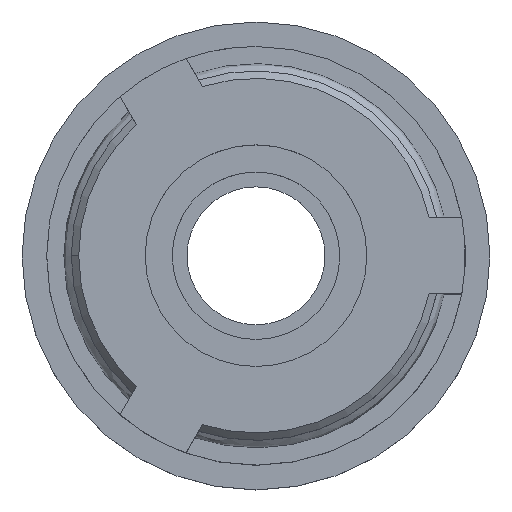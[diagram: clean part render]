
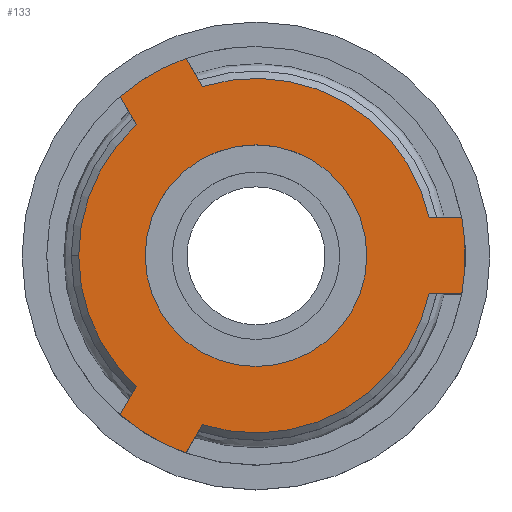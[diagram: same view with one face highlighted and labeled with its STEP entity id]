
A CAD part, top view. The second image highlights one B-rep face of the part: STEP entity #133.
In plain terms, the highlighted planar face has unit normal (0, 0, 1).
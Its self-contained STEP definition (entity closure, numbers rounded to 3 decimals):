
#41=FACE_BOUND('',#214,.T.);
#42=FACE_BOUND('',#215,.T.);
#133=ADVANCED_FACE('',(#41,#42),#164,.T.);
#164=PLANE('',#762);
#214=EDGE_LOOP('',(#382));
#215=EDGE_LOOP('',(#383,#384,#385,#386,#387,#388,#389,#390,#391,#392,#393,
#394,#395));
#262=CIRCLE('',#740,7.2);
#269=CIRCLE('',#753,7.2);
#270=CIRCLE('',#756,4.5);
#271=CIRCLE('',#757,7.2);
#272=CIRCLE('',#758,7.2);
#273=CIRCLE('',#759,8.5);
#274=CIRCLE('',#760,8.5);
#275=CIRCLE('',#761,8.5);
#382=ORIENTED_EDGE('',*,*,#608,.T.);
#383=ORIENTED_EDGE('',*,*,#609,.T.);
#384=ORIENTED_EDGE('',*,*,#610,.T.);
#385=ORIENTED_EDGE('',*,*,#611,.T.);
#386=ORIENTED_EDGE('',*,*,#612,.F.);
#387=ORIENTED_EDGE('',*,*,#606,.T.);
#388=ORIENTED_EDGE('',*,*,#604,.T.);
#389=ORIENTED_EDGE('',*,*,#603,.T.);
#390=ORIENTED_EDGE('',*,*,#613,.F.);
#391=ORIENTED_EDGE('',*,*,#583,.T.);
#392=ORIENTED_EDGE('',*,*,#581,.T.);
#393=ORIENTED_EDGE('',*,*,#580,.T.);
#394=ORIENTED_EDGE('',*,*,#614,.F.);
#395=ORIENTED_EDGE('',*,*,#615,.T.);
#504=VERTEX_POINT('',#1123);
#505=VERTEX_POINT('',#1125);
#506=VERTEX_POINT('',#1129);
#507=VERTEX_POINT('',#1136);
#520=VERTEX_POINT('',#1256);
#521=VERTEX_POINT('',#1258);
#522=VERTEX_POINT('',#1262);
#523=VERTEX_POINT('',#1269);
#524=VERTEX_POINT('',#1273);
#525=VERTEX_POINT('',#1275);
#526=VERTEX_POINT('',#1276);
#527=VERTEX_POINT('',#1278);
#528=VERTEX_POINT('',#1280);
#529=VERTEX_POINT('',#1284);
#580=EDGE_CURVE('',#504,#505,#663,.T.);
#581=EDGE_CURVE('',#506,#504,#262,.T.);
#583=EDGE_CURVE('',#507,#506,#664,.T.);
#603=EDGE_CURVE('',#520,#521,#673,.T.);
#604=EDGE_CURVE('',#522,#520,#269,.T.);
#606=EDGE_CURVE('',#523,#522,#674,.T.);
#608=EDGE_CURVE('',#524,#524,#270,.T.);
#609=EDGE_CURVE('',#525,#526,#271,.T.);
#610=EDGE_CURVE('',#526,#527,#272,.T.);
#611=EDGE_CURVE('',#527,#528,#676,.T.);
#612=EDGE_CURVE('',#523,#528,#273,.T.);
#613=EDGE_CURVE('',#507,#521,#274,.T.);
#614=EDGE_CURVE('',#529,#505,#275,.T.);
#615=EDGE_CURVE('',#529,#525,#677,.T.);
#663=LINE('',#1126,#694);
#664=LINE('',#1135,#695);
#673=LINE('',#1259,#704);
#674=LINE('',#1268,#705);
#676=LINE('',#1279,#707);
#677=LINE('',#1285,#708);
#694=VECTOR('',#838,1.);
#695=VECTOR('',#845,1.);
#704=VECTOR('',#874,1.);
#705=VECTOR('',#881,1.);
#707=VECTOR('',#891,1.);
#708=VECTOR('',#898,1.);
#740=AXIS2_PLACEMENT_3D('',#1128,#841,#842);
#753=AXIS2_PLACEMENT_3D('',#1261,#877,#878);
#756=AXIS2_PLACEMENT_3D('',#1272,#885,#886);
#757=AXIS2_PLACEMENT_3D('',#1274,#887,#888);
#758=AXIS2_PLACEMENT_3D('',#1277,#889,#890);
#759=AXIS2_PLACEMENT_3D('',#1281,#892,#893);
#760=AXIS2_PLACEMENT_3D('',#1282,#894,#895);
#761=AXIS2_PLACEMENT_3D('',#1283,#896,#897);
#762=AXIS2_PLACEMENT_3D('',#1286,#899,#900);
#838=DIRECTION('',(-0.5,0.866,0.));
#841=DIRECTION('',(0.,0.,1.));
#842=DIRECTION('',(0.977,0.215,0.));
#845=DIRECTION('',(-1.,0.,0.));
#874=DIRECTION('',(1.,0.,0.));
#877=DIRECTION('',(0.,0.,1.));
#878=DIRECTION('',(-0.302,-0.953,0.));
#881=DIRECTION('',(0.5,0.866,0.));
#885=DIRECTION('',(0.,0.,-1.));
#886=DIRECTION('',(0.,-1.,0.));
#887=DIRECTION('',(0.,0.,1.));
#888=DIRECTION('',(-0.675,0.738,0.));
#889=DIRECTION('',(0.,0.,1.));
#890=DIRECTION('',(-1.,0.,0.));
#891=DIRECTION('',(-0.5,-0.866,0.));
#892=DIRECTION('',(0.,0.,-1.));
#893=DIRECTION('',(-0.334,-0.943,0.));
#894=DIRECTION('',(0.,0.,-1.));
#895=DIRECTION('',(0.983,0.182,0.));
#896=DIRECTION('',(0.,0.,-1.));
#897=DIRECTION('',(-0.65,0.76,0.));
#898=DIRECTION('',(0.5,-0.866,0.));
#899=DIRECTION('',(0.,0.,1.));
#900=DIRECTION('',(0.,-1.,0.));
#1123=CARTESIAN_POINT('',(45.439,38.621,7.343));
#1125=CARTESIAN_POINT('',(44.776,39.77,7.343));
#1126=CARTESIAN_POINT('',(45.439,38.621,7.343));
#1128=CARTESIAN_POINT('',(47.612,31.757,7.343));
#1129=CARTESIAN_POINT('',(54.644,33.307,7.343));
#1135=CARTESIAN_POINT('',(55.97,33.307,7.343));
#1136=CARTESIAN_POINT('',(55.97,33.307,7.343));
#1256=CARTESIAN_POINT('',(54.644,30.207,7.343));
#1258=CARTESIAN_POINT('',(55.97,30.207,7.343));
#1259=CARTESIAN_POINT('',(54.644,30.207,7.343));
#1261=CARTESIAN_POINT('',(47.612,31.757,7.343));
#1262=CARTESIAN_POINT('',(45.439,24.893,7.343));
#1268=CARTESIAN_POINT('',(44.776,23.744,7.343));
#1269=CARTESIAN_POINT('',(44.776,23.744,7.343));
#1272=CARTESIAN_POINT('',(47.612,31.757,7.343));
#1273=CARTESIAN_POINT('',(47.612,27.257,7.343));
#1274=CARTESIAN_POINT('',(47.612,31.757,7.343));
#1275=CARTESIAN_POINT('',(42.755,37.071,7.343));
#1276=CARTESIAN_POINT('',(40.412,31.757,7.343));
#1277=CARTESIAN_POINT('',(47.612,31.757,7.343));
#1278=CARTESIAN_POINT('',(42.755,26.443,7.343));
#1279=CARTESIAN_POINT('',(42.755,26.443,7.343));
#1280=CARTESIAN_POINT('',(42.091,25.294,7.343));
#1281=CARTESIAN_POINT('',(47.612,31.757,7.343));
#1282=CARTESIAN_POINT('',(47.612,31.757,7.343));
#1283=CARTESIAN_POINT('',(47.612,31.757,7.343));
#1284=CARTESIAN_POINT('',(42.091,38.22,7.343));
#1285=CARTESIAN_POINT('',(42.091,38.22,7.343));
#1286=CARTESIAN_POINT('',(39.637,39.93,7.343));
